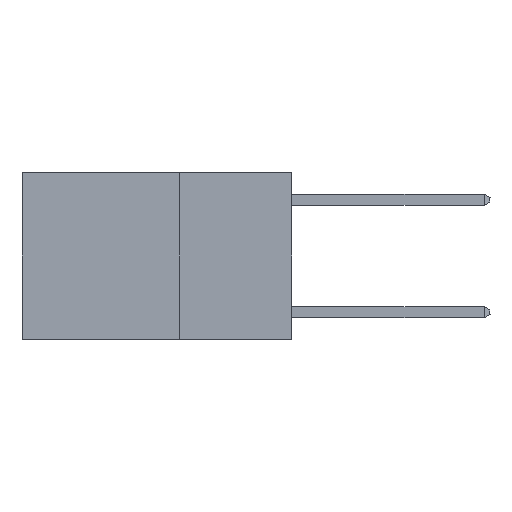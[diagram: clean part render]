
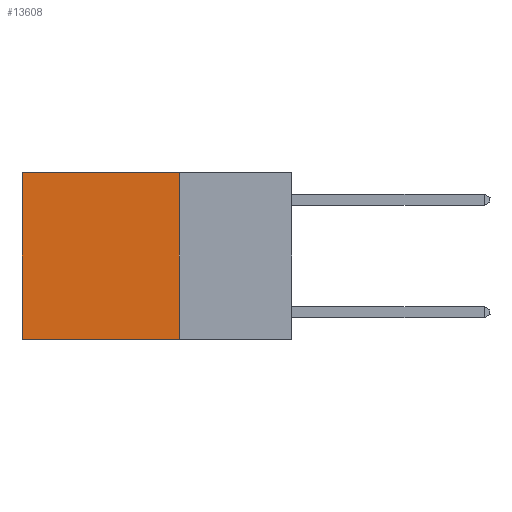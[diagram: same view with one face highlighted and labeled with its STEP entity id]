
A CAD part, left-side view. The second image highlights one B-rep face of the part: STEP entity #13608.
In plain terms, the highlighted planar face has unit normal (-1, 0, 0).
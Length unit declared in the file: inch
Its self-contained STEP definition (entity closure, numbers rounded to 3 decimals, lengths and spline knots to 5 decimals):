
#47 = ORIENTED_EDGE ( 'NONE', *, *, #5020, .F. ) ;
#147 = ORIENTED_EDGE ( 'NONE', *, *, #5663, .F. ) ;
#669 = LINE ( 'NONE', #10909, #8764 ) ;
#2020 = VECTOR ( 'NONE', #4014, 39.37008 ) ;
#3283 = DIRECTION ( 'NONE',  ( 1., 0., 0. ) ) ;
#3501 = CARTESIAN_POINT ( 'NONE',  ( 0.2625, 0.25, 0. ) ) ;
#3585 = DIRECTION ( 'NONE',  ( 0., 0., -1. ) ) ;
#3796 = VECTOR ( 'NONE', #12860, 39.37008 ) ;
#4014 = DIRECTION ( 'NONE',  ( 0., 1., 0. ) ) ;
#4690 = CARTESIAN_POINT ( 'NONE',  ( 0.2625, 0.6, -0.37 ) ) ;
#4870 = ORIENTED_EDGE ( 'NONE', *, *, #12317, .T. ) ;
#4969 = CARTESIAN_POINT ( 'NONE',  ( 0.2625, 0.25, -0.37 ) ) ;
#5020 = EDGE_CURVE ( 'NONE', #12047, #9683, #10083, .T. ) ;
#5114 = LINE ( 'NONE', #14174, #2020 ) ;
#5651 = AXIS2_PLACEMENT_3D ( 'NONE', #3501, #3283, #3585 ) ;
#5663 = EDGE_CURVE ( 'NONE', #9683, #13592, #5114, .T. ) ;
#7616 = DIRECTION ( 'NONE',  ( 0., 0., -1. ) ) ;
#8764 = VECTOR ( 'NONE', #7616, 39.37008 ) ;
#8913 = VERTEX_POINT ( 'NONE', #10033 ) ;
#9240 = LINE ( 'NONE', #11447, #3796 ) ;
#9683 = VERTEX_POINT ( 'NONE', #4969 ) ;
#10033 = CARTESIAN_POINT ( 'NONE',  ( 0.2625, 0.6, 0. ) ) ;
#10083 = LINE ( 'NONE', #11258, #14076 ) ;
#10667 = ORIENTED_EDGE ( 'NONE', *, *, #14245, .T. ) ;
#10879 = CARTESIAN_POINT ( 'NONE',  ( 0.2625, 0.25, 0. ) ) ;
#10909 = CARTESIAN_POINT ( 'NONE',  ( 0.2625, 0.6, 0. ) ) ;
#11258 = CARTESIAN_POINT ( 'NONE',  ( 0.2625, 0.25, 0. ) ) ;
#11362 = FACE_OUTER_BOUND ( 'NONE', #12726, .T. ) ;
#11447 = CARTESIAN_POINT ( 'NONE',  ( 0.2625, 0.25, 0. ) ) ;
#12047 = VERTEX_POINT ( 'NONE', #10879 ) ;
#12317 = EDGE_CURVE ( 'NONE', #12047, #8913, #9240, .T. ) ;
#12443 = DIRECTION ( 'NONE',  ( 0., 0., -1. ) ) ;
#12726 = EDGE_LOOP ( 'NONE', ( #10667, #147, #47, #4870 ) ) ;
#12860 = DIRECTION ( 'NONE',  ( 0., 1., 0. ) ) ;
#13435 = PLANE ( 'NONE',  #5651 ) ;
#13592 = VERTEX_POINT ( 'NONE', #4690 ) ;
#13608 = ADVANCED_FACE ( 'NONE', ( #11362 ), #13435, .F. ) ;
#14076 = VECTOR ( 'NONE', #12443, 39.37008 ) ;
#14174 = CARTESIAN_POINT ( 'NONE',  ( 0.2625, 0.25, -0.37 ) ) ;
#14245 = EDGE_CURVE ( 'NONE', #8913, #13592, #669, .T. ) ;
